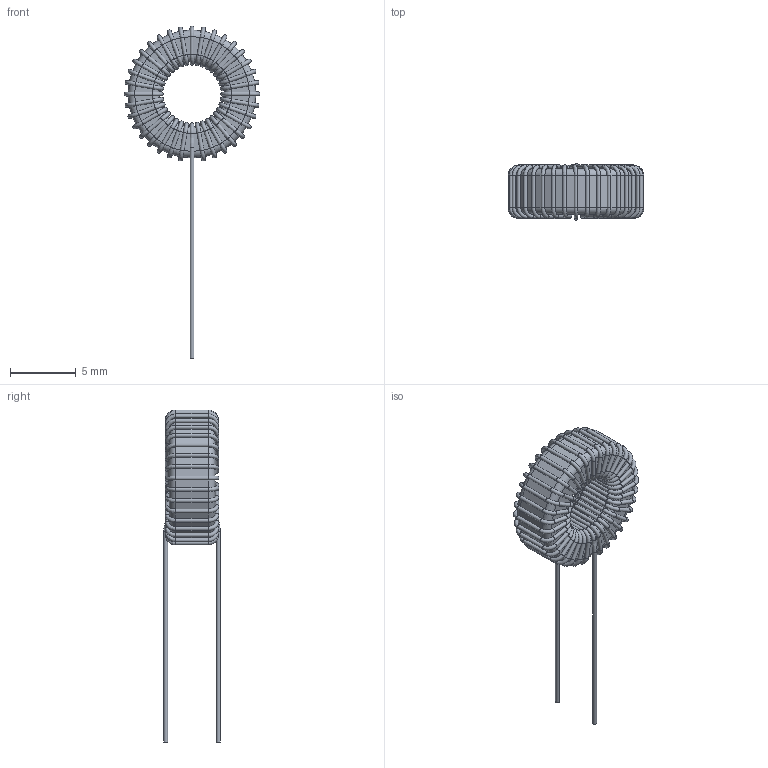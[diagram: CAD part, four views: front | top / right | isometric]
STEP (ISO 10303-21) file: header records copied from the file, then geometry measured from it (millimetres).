
FILE_DESCRIPTION(/* description */ ('Unknown'),/* implementation_level */ '2;1');
FILE_NAME(/* name */ '7447042',/* time_stamp */ '2017-08-29T13:28:03+08:00',/* author */ ('Unknown'),/* organization */ ('Unknown'),/* preprocessor_version */ 'ST-DEVELOPER v16.7',/* originating_system */ 'DEX',/* authorisation */ $);
FILE_SCHEMA (('AUTOMOTIVE_DESIGN {1 0 10303 214 3 1 1}'));
Length unit declared in the file: millimetre
Products named in the file (3): 7447042; turns; Core-T37
Assembly tree (2 placements, depth 2):
  7447042
    turns
    Core-T37
Bounding box: 10.35 x 4.3 x 25.27 mm (x, y, z)
Volume: 215.5 mm3; surface area: 675.8 mm2
Topology: 2 solids, 2 shells, 297 faces, 593 edges, 300 vertices
Faces by surface type: cylinder 145, torus 75, bspline 73, plane 4
Full cylindrical faces by diameter (mm): 0.3 x143, 5.01 x1, 9.73 x1
Entity records: 11846 total; most frequent: CARTESIAN_POINT 4878, DIRECTION 1046, ORIENTED_EDGE 592, EDGE_LOOP 592, FACE_BOUND 592, AXIS2_PLACEMENT_3D 523, STYLED_ITEM 297, PRESENTATION_STYLE_ASSIGNMENT 297
